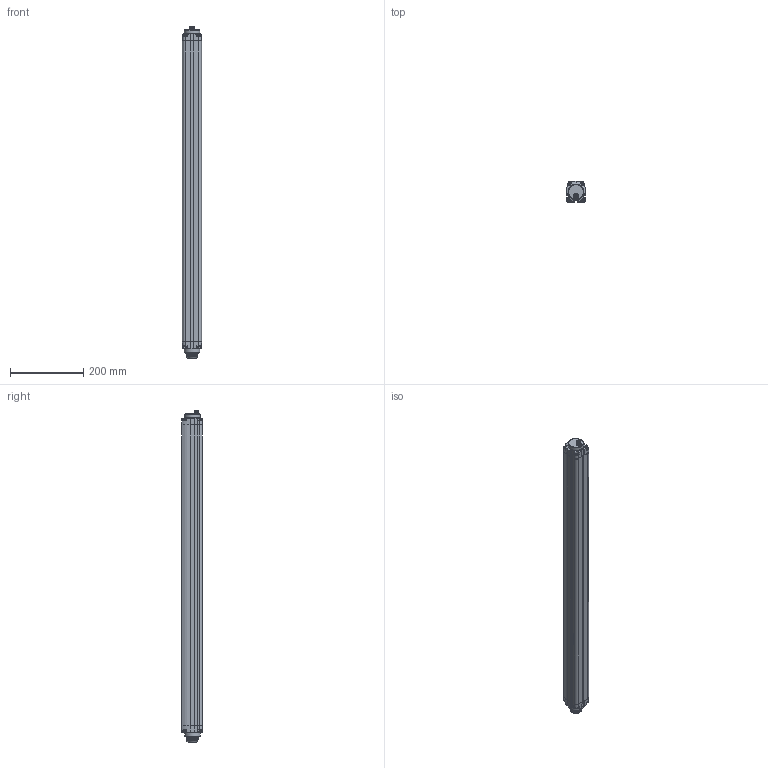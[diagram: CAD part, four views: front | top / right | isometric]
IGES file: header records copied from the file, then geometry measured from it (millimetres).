
Global section: file name: DSD-0236.igs; native system: NX V7.5; preprocessor: SIEMENS PLM Software NX 7.5; date: 20110524.121542; units: millimetre
Bounding box: 52 x 56.93 x 906.4 mm (x, y, z)
Surface area: 226034.1 mm2 (no closed solid volume)
Topology: 0 solids, 0 shells, 983 faces, 5766 edges, 5685 vertices
Faces by surface type: bspline 983
